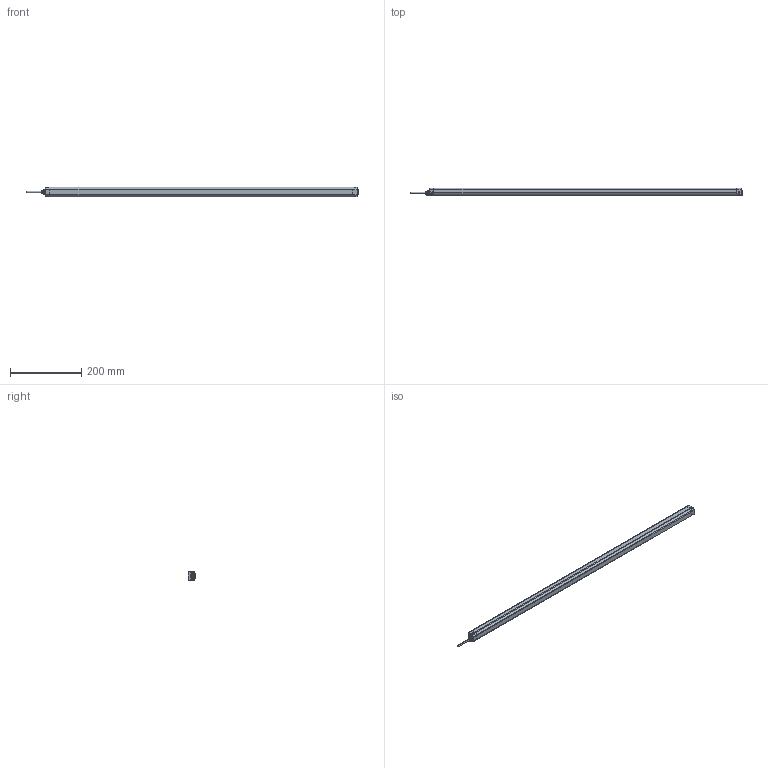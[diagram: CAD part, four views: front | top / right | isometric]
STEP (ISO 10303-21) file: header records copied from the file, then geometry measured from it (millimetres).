
FILE_DESCRIPTION((''),'2;1');
FILE_NAME('157907_SM01_ASM','2023-06-26T10:18:42',('banengservice'),('BANNER ENGINEERING'),'CREO PARAMETRIC BY PTC INC, 2022414','CREO PARAMETRIC BY PTC INC, 2022414','');
FILE_SCHEMA(('CONFIG_CONTROL_DESIGN'));
Length unit declared in the file: inch
Products named in the file (4): 157907_EP01; CABLE_190; 153169; 157907_SM01_ASM
Assembly tree (3 placements, depth 2):
  157907_SM01_ASM
    157907_EP01
    CABLE_190
    153169
Bounding box: 931.6 x 21.01 x 28 mm (x, y, z)
Volume: 466472.7 mm3; surface area: 82472.4 mm2
Topology: 3 solids, 3 shells, 373 faces, 940 edges, 580 vertices
Faces by surface type: cylinder 138, plane 131, cone 64, torus 24, sphere 8, bspline 8
Entity records: 15285 total; most frequent: CARTESIAN_POINT 6214, DIRECTION 1931, ORIENTED_EDGE 1864, EDGE_CURVE 932, AXIS2_PLACEMENT_3D 725, VERTEX_POINT 580, VECTOR 481, LINE 481
